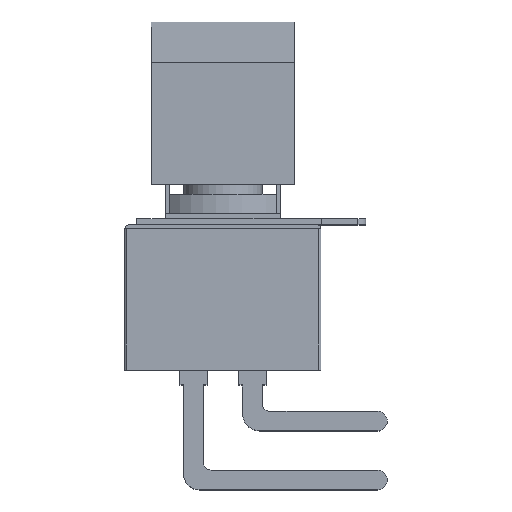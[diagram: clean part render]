
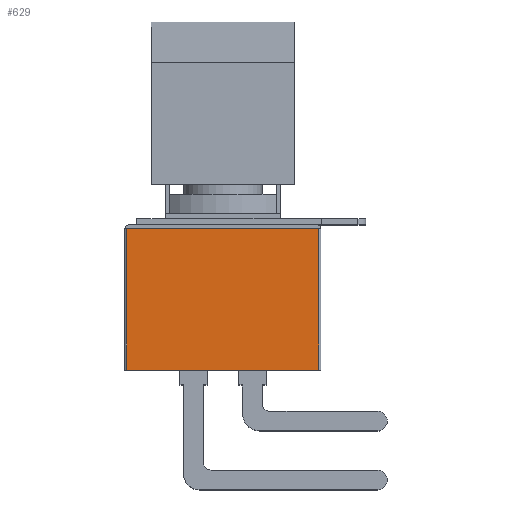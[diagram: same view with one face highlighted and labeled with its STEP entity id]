
A CAD part, top view. The second image highlights one B-rep face of the part: STEP entity #629.
In plain terms, the highlighted planar face has unit normal (0, 0, 1).
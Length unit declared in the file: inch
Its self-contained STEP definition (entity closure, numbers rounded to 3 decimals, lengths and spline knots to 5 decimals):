
#629 = ADVANCED_FACE( '', ( #1343 ), #1344, .T. );
#1343 = FACE_OUTER_BOUND( '', #2202, .T. );
#1344 = PLANE( '', #2203 );
#2202 = EDGE_LOOP( '', ( #3651, #3652, #3653, #3654 ) );
#2203 = AXIS2_PLACEMENT_3D( '', #3655, #3656, #3657 );
#3651 = ORIENTED_EDGE( '', *, *, #5775, .F. );
#3652 = ORIENTED_EDGE( '', *, *, #5776, .F. );
#3653 = ORIENTED_EDGE( '', *, *, #5777, .T. );
#3654 = ORIENTED_EDGE( '', *, *, #5778, .T. );
#3655 = CARTESIAN_POINT( '', ( -0.24488, -0.37, 0.256 ) );
#3656 = DIRECTION( '', ( 0., 0., 1. ) );
#3657 = DIRECTION( '', ( 1., 0., 0. ) );
#5775 = EDGE_CURVE( '', #7116, #7117, #7118, .T. );
#5776 = EDGE_CURVE( '', #7119, #7116, #7120, .T. );
#5777 = EDGE_CURVE( '', #7119, #7121, #7122, .T. );
#5778 = EDGE_CURVE( '', #7121, #7117, #7123, .T. );
#7116 = VERTEX_POINT( '', #8939 );
#7117 = VERTEX_POINT( '', #8940 );
#7118 = LINE( '', #8941, #8942 );
#7119 = VERTEX_POINT( '', #8943 );
#7120 = LINE( '', #8944, #8945 );
#7121 = VERTEX_POINT( '', #8946 );
#7122 = LINE( '', #8947, #8948 );
#7123 = LINE( '', #8949, #8950 );
#8939 = CARTESIAN_POINT( '', ( -0.24488, -0.01, 0.256 ) );
#8940 = CARTESIAN_POINT( '', ( 0.24488, -0.01, 0.256 ) );
#8941 = CARTESIAN_POINT( '', ( -0.24488, -0.01, 0.256 ) );
#8942 = VECTOR( '', #10337, 39.37008 );
#8943 = CARTESIAN_POINT( '', ( -0.24488, -0.37, 0.256 ) );
#8944 = CARTESIAN_POINT( '', ( -0.24488, -0.37, 0.256 ) );
#8945 = VECTOR( '', #10338, 39.37008 );
#8946 = CARTESIAN_POINT( '', ( 0.24488, -0.37, 0.256 ) );
#8947 = CARTESIAN_POINT( '', ( -0.24488, -0.37, 0.256 ) );
#8948 = VECTOR( '', #10339, 39.37008 );
#8949 = CARTESIAN_POINT( '', ( 0.24488, -0.37, 0.256 ) );
#8950 = VECTOR( '', #10340, 39.37008 );
#10337 = DIRECTION( '', ( 1., 0., 0. ) );
#10338 = DIRECTION( '', ( 0., 1., 0. ) );
#10339 = DIRECTION( '', ( 1., 0., 0. ) );
#10340 = DIRECTION( '', ( 0., 1., 0. ) );
